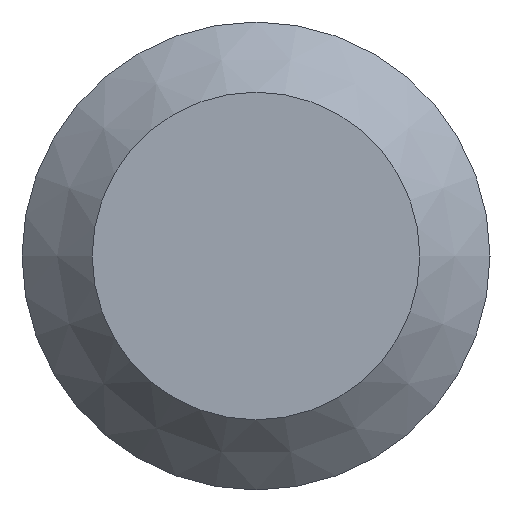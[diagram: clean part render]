
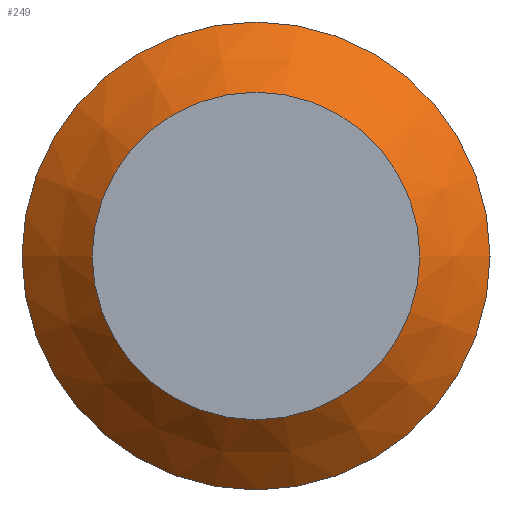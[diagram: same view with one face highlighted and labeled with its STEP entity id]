
A CAD part, left-side view. The second image highlights one B-rep face of the part: STEP entity #249.
In plain terms, the highlighted conical face has half-angle 45 degrees and reference radius 1.275 mm.
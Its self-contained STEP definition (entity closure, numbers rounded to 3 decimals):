
#42=FACE_OUTER_BOUND('',#59,.T.);
#59=EDGE_LOOP('',(#212,#213,#214,#215,#216));
#73=LINE('',#449,#86);
#86=VECTOR('',#380,1.275);
#102=CIRCLE('',#299,1.5);
#103=CIRCLE('',#300,1.5);
#104=CIRCLE('',#302,1.05);
#122=VERTEX_POINT('',#442);
#123=VERTEX_POINT('',#444);
#124=VERTEX_POINT('',#448);
#152=EDGE_CURVE('',#123,#122,#102,.T.);
#153=EDGE_CURVE('',#122,#123,#103,.T.);
#154=EDGE_CURVE('',#123,#124,#73,.T.);
#155=EDGE_CURVE('',#124,#124,#104,.T.);
#212=ORIENTED_EDGE('',*,*,#152,.T.);
#213=ORIENTED_EDGE('',*,*,#153,.T.);
#214=ORIENTED_EDGE('',*,*,#154,.T.);
#215=ORIENTED_EDGE('',*,*,#155,.T.);
#216=ORIENTED_EDGE('',*,*,#154,.F.);
#219=CONICAL_SURFACE('',#301,1.275,0.785);
#249=ADVANCED_FACE('',(#42),#219,.T.);
#299=AXIS2_PLACEMENT_3D('',#445,#374,#375);
#300=AXIS2_PLACEMENT_3D('',#446,#376,#377);
#301=AXIS2_PLACEMENT_3D('',#447,#378,#379);
#302=AXIS2_PLACEMENT_3D('',#450,#381,#382);
#374=DIRECTION('center_axis',(-1.,0.,0.));
#375=DIRECTION('ref_axis',(0.,-1.,0.));
#376=DIRECTION('center_axis',(-1.,0.,0.));
#377=DIRECTION('ref_axis',(0.,-1.,0.));
#378=DIRECTION('center_axis',(1.,0.,0.));
#379=DIRECTION('ref_axis',(0.,-1.,0.));
#380=DIRECTION('',(-0.707,-0.707,0.));
#381=DIRECTION('center_axis',(1.,0.,0.));
#382=DIRECTION('ref_axis',(0.,-1.,0.));
#442=CARTESIAN_POINT('',(-37.05,-1.5,0.));
#444=CARTESIAN_POINT('',(-37.05,1.5,0.));
#445=CARTESIAN_POINT('Origin',(-37.05,0.,0.));
#446=CARTESIAN_POINT('Origin',(-37.05,0.,0.));
#447=CARTESIAN_POINT('Origin',(-37.275,0.,0.));
#448=CARTESIAN_POINT('',(-37.5,1.05,0.));
#449=CARTESIAN_POINT('',(-37.275,1.275,0.));
#450=CARTESIAN_POINT('Origin',(-37.5,0.,0.));
